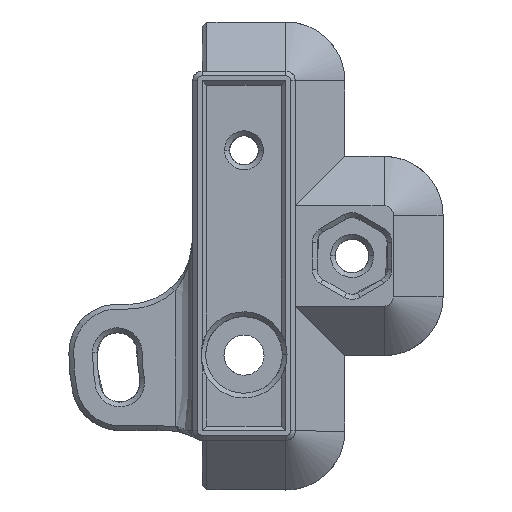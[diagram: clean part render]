
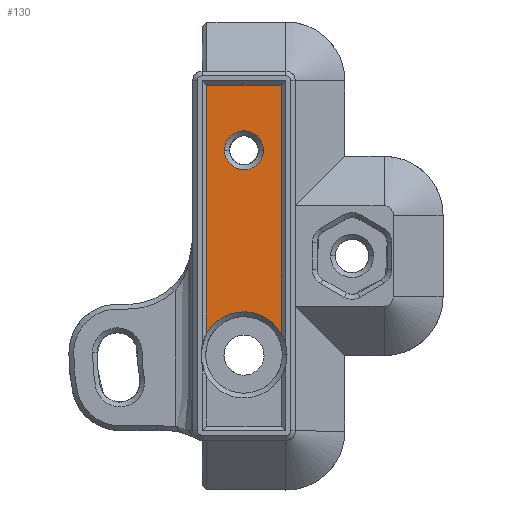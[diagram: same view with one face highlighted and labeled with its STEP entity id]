
A CAD part, top view. The second image highlights one B-rep face of the part: STEP entity #130.
In plain terms, the highlighted free-form (B-spline) face has degree [3, 1] with [4, 2] control points.
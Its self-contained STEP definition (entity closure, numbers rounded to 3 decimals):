
#130=ADVANCED_FACE('',(#294,#185),#2348,.T.);
#185=FACE_BOUND('',#456,.T.);
#294=FACE_OUTER_BOUND('',#455,.T.);
#455=EDGE_LOOP('',(#1016,#1017,#1018,#1019,#1020));
#456=EDGE_LOOP('',(#1021,#1022));
#1016=ORIENTED_EDGE('',*,*,#1542,.F.);
#1017=ORIENTED_EDGE('',*,*,#1539,.F.);
#1018=ORIENTED_EDGE('',*,*,#1540,.T.);
#1019=ORIENTED_EDGE('',*,*,#1538,.F.);
#1020=ORIENTED_EDGE('',*,*,#1541,.F.);
#1021=ORIENTED_EDGE('',*,*,#1534,.T.);
#1022=ORIENTED_EDGE('',*,*,#1644,.T.);
#1534=EDGE_CURVE('',#2200,#2262,#1940,.T.);
#1538=EDGE_CURVE('',#2202,#2204,#1941,.T.);
#1539=EDGE_CURVE('',#2205,#2203,#1942,.T.);
#1540=EDGE_CURVE('',#2205,#2204,#1943,.T.);
#1541=EDGE_CURVE('',#2206,#2202,#1944,.T.);
#1542=EDGE_CURVE('',#2203,#2206,#1945,.T.);
#1644=EDGE_CURVE('',#2262,#2200,#2030,.T.);
#1940=B_SPLINE_CURVE_WITH_KNOTS('',3,(#5980,#5981,#5982,#5983,#5984,#5985,
#5986),.UNSPECIFIED.,.F.,.F.,(4,1,1,1,4),(0.,1.296,2.592,
3.888,5.183),.UNSPECIFIED.);
#1941=B_SPLINE_CURVE_WITH_KNOTS('',3,(#6001,#6002,#6003,#6004),
 .UNSPECIFIED.,.F.,.F.,(4,4),(-27.311,-6.3),
 .UNSPECIFIED.);
#1942=B_SPLINE_CURVE_WITH_KNOTS('',3,(#6005,#6006,#6007,#6008),
 .UNSPECIFIED.,.F.,.F.,(4,4),(-70.4,-49.379),.UNSPECIFIED.);
#1943=B_SPLINE_CURVE_WITH_KNOTS('',1,(#6009,#6010),.UNSPECIFIED.,.F.,.F.,
(2,2),(-6.9,-0.6),.UNSPECIFIED.);
#1944=B_SPLINE_CURVE_WITH_KNOTS('',3,(#6011,#6012,#6013,#6014,#6015),
 .UNSPECIFIED.,.F.,.F.,(4,1,4),(-17.2,-16.489,-13.404),
 .UNSPECIFIED.);
#1945=B_SPLINE_CURVE_WITH_KNOTS('',3,(#6016,#6017,#6018,#6019,#6020),
 .UNSPECIFIED.,.F.,.F.,(4,1,4),(-3.805,-2.02,0.),
 .UNSPECIFIED.);
#2030=B_SPLINE_CURVE_WITH_KNOTS('',3,(#6509,#6510,#6511,#6512,#6513,#6514,
#6515),.UNSPECIFIED.,.F.,.F.,(4,1,1,1,4),(5.183,6.479,
7.775,9.071,10.367),.UNSPECIFIED.);
#2200=VERTEX_POINT('',#4806);
#2202=VERTEX_POINT('',#4808);
#2203=VERTEX_POINT('',#4809);
#2204=VERTEX_POINT('',#4810);
#2205=VERTEX_POINT('',#4811);
#2206=VERTEX_POINT('',#4812);
#2262=VERTEX_POINT('',#4868);
#2348=B_SPLINE_SURFACE_WITH_KNOTS('',3,1,((#3900,#3901),(#3902,#3903),(#3904,
#3905),(#3906,#3907)),.UNSPECIFIED.,.F.,.F.,.F.,(4,4),(2,2),(0.,28.9),(-7.5,
0.),.UNSPECIFIED.);
#3900=CARTESIAN_POINT('',(71.986,-53.443,-57.486));
#3901=CARTESIAN_POINT('',(64.486,-53.443,-57.486));
#3902=CARTESIAN_POINT('',(71.986,-43.81,-57.486));
#3903=CARTESIAN_POINT('',(64.486,-43.81,-57.486));
#3904=CARTESIAN_POINT('',(71.986,-34.177,-57.486));
#3905=CARTESIAN_POINT('',(64.486,-34.177,-57.486));
#3906=CARTESIAN_POINT('',(71.986,-24.543,-57.486));
#3907=CARTESIAN_POINT('',(64.486,-24.543,-57.486));
#4806=CARTESIAN_POINT('',(69.887,-30.043,-57.486));
#4808=CARTESIAN_POINT('',(65.087,-45.554,-57.486));
#4809=CARTESIAN_POINT('',(71.386,-45.565,-57.486));
#4810=CARTESIAN_POINT('',(65.086,-24.543,-57.486));
#4811=CARTESIAN_POINT('',(71.386,-24.543,-57.486));
#4812=CARTESIAN_POINT('',(68.237,-43.752,-57.486));
#4868=CARTESIAN_POINT('',(66.586,-30.043,-57.486));
#5980=CARTESIAN_POINT('',(69.887,-30.043,-57.486));
#5981=CARTESIAN_POINT('',(69.89,-30.475,-57.486));
#5982=CARTESIAN_POINT('',(69.53,-31.337,-57.486));
#5983=CARTESIAN_POINT('',(68.237,-31.873,-57.486));
#5984=CARTESIAN_POINT('',(66.943,-31.337,-57.486));
#5985=CARTESIAN_POINT('',(66.586,-30.475,-57.486));
#5986=CARTESIAN_POINT('',(66.586,-30.043,-57.486));
#6001=CARTESIAN_POINT('',(65.087,-45.554,-57.486));
#6002=CARTESIAN_POINT('',(65.087,-38.551,-57.486));
#6003=CARTESIAN_POINT('',(65.086,-31.547,-57.486));
#6004=CARTESIAN_POINT('',(65.086,-24.543,-57.486));
#6005=CARTESIAN_POINT('',(71.386,-24.543,-57.486));
#6006=CARTESIAN_POINT('',(71.386,-31.55,-57.486));
#6007=CARTESIAN_POINT('',(71.386,-38.558,-57.486));
#6008=CARTESIAN_POINT('',(71.386,-45.565,-57.486));
#6009=CARTESIAN_POINT('',(71.386,-24.543,-57.486));
#6010=CARTESIAN_POINT('',(65.086,-24.543,-57.486));
#6011=CARTESIAN_POINT('',(68.237,-43.752,-57.486));
#6012=CARTESIAN_POINT('',(67.999,-43.75,-57.486));
#6013=CARTESIAN_POINT('',(66.731,-43.866,-57.486));
#6014=CARTESIAN_POINT('',(65.61,-44.673,-57.486));
#6015=CARTESIAN_POINT('',(65.087,-45.554,-57.486));
#6016=CARTESIAN_POINT('',(71.386,-45.565,-57.486));
#6017=CARTESIAN_POINT('',(71.085,-45.051,-57.486));
#6018=CARTESIAN_POINT('',(70.182,-44.108,-57.486));
#6019=CARTESIAN_POINT('',(68.911,-43.755,-57.486));
#6020=CARTESIAN_POINT('',(68.237,-43.752,-57.486));
#6509=CARTESIAN_POINT('',(66.586,-30.043,-57.486));
#6510=CARTESIAN_POINT('',(66.586,-29.612,-57.486));
#6511=CARTESIAN_POINT('',(66.943,-28.75,-57.486));
#6512=CARTESIAN_POINT('',(68.237,-28.214,-57.486));
#6513=CARTESIAN_POINT('',(69.53,-28.75,-57.486));
#6514=CARTESIAN_POINT('',(69.889,-29.612,-57.486));
#6515=CARTESIAN_POINT('',(69.887,-30.043,-57.486));
